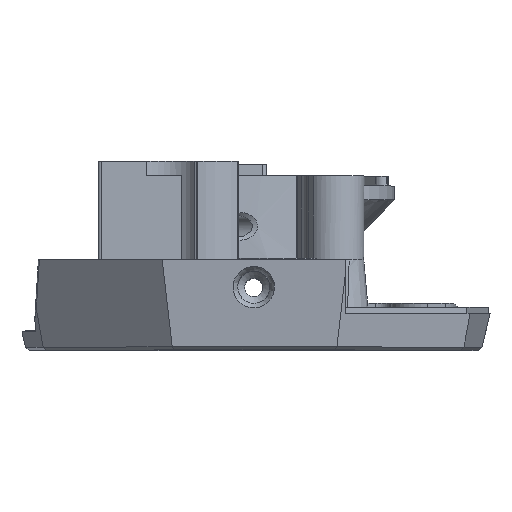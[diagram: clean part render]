
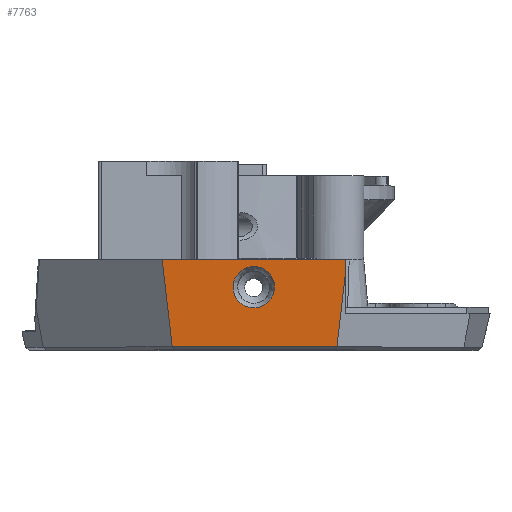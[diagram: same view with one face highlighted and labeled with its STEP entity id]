
A CAD part, top view. The second image highlights one B-rep face of the part: STEP entity #7763.
In plain terms, the highlighted planar face has unit normal (0, -0.087, 0.996).
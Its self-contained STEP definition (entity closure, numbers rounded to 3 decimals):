
#90=B_SPLINE_CURVE_WITH_KNOTS('',3,(#11816,#11817,#11818,#11819,#11820,
#11821,#11822,#11823,#11824,#11825),.UNSPECIFIED.,.T.,.F.,(4,1,1,1,1,1,
1,4),(-3.142,-2.244,-1.346,-0.449,
0.449,1.346,2.244,3.142),
 .UNSPECIFIED.);
#164=FACE_BOUND('',#974,.T.);
#286=PLANE('',#8298);
#534=FACE_OUTER_BOUND('',#973,.T.);
#973=EDGE_LOOP('',(#5449,#5450,#5451,#5452,#5453));
#974=EDGE_LOOP('',(#5454));
#1494=LINE('',#11615,#2222);
#1538=LINE('',#11809,#2266);
#1539=LINE('',#11811,#2267);
#1540=LINE('',#11813,#2268);
#1541=LINE('',#11814,#2269);
#2222=VECTOR('',#9222,10.);
#2266=VECTOR('',#9360,10.);
#2267=VECTOR('',#9361,10.);
#2268=VECTOR('',#9362,10.);
#2269=VECTOR('',#9363,10.);
#3277=VERTEX_POINT('',#11535);
#3305=VERTEX_POINT('',#11613);
#3380=VERTEX_POINT('',#11808);
#3381=VERTEX_POINT('',#11810);
#3382=VERTEX_POINT('',#11812);
#3383=VERTEX_POINT('',#11815);
#4105=EDGE_CURVE('',#3277,#3305,#1494,.T.);
#4187=EDGE_CURVE('',#3305,#3380,#1538,.T.);
#4188=EDGE_CURVE('',#3381,#3380,#1539,.T.);
#4189=EDGE_CURVE('',#3381,#3382,#1540,.T.);
#4190=EDGE_CURVE('',#3382,#3277,#1541,.T.);
#4191=EDGE_CURVE('',#3383,#3383,#90,.T.);
#5449=ORIENTED_EDGE('',*,*,#4187,.T.);
#5450=ORIENTED_EDGE('',*,*,#4188,.F.);
#5451=ORIENTED_EDGE('',*,*,#4189,.T.);
#5452=ORIENTED_EDGE('',*,*,#4190,.T.);
#5453=ORIENTED_EDGE('',*,*,#4105,.T.);
#5454=ORIENTED_EDGE('',*,*,#4191,.F.);
#7763=ADVANCED_FACE('',(#534,#164),#286,.T.);
#8298=AXIS2_PLACEMENT_3D('',#11807,#9358,#9359);
#9222=DIRECTION('',(-1.,0.,0.));
#9358=DIRECTION('center_axis',(0.,-0.087,
0.996));
#9359=DIRECTION('ref_axis',(1.,0.,0.));
#9360=DIRECTION('',(0.114,-0.99,-0.087));
#9361=DIRECTION('',(-1.,0.,0.));
#9362=DIRECTION('',(0.114,0.99,0.087));
#9363=DIRECTION('',(0.001,0.996,0.087));
#11535=CARTESIAN_POINT('',(11.979,3.6,130.191));
#11613=CARTESIAN_POINT('',(-11.98,3.6,130.191));
#11615=CARTESIAN_POINT('',(0.43,3.6,130.191));
#11807=CARTESIAN_POINT('Origin',(-0.168,0.303,129.902));
#11808=CARTESIAN_POINT('',(-10.664,-7.802,129.193));
#11809=CARTESIAN_POINT('',(-11.444,-1.046,129.784));
#11810=CARTESIAN_POINT('',(10.865,-7.802,129.193));
#11811=CARTESIAN_POINT('',(0.023,-7.802,129.193));
#11812=CARTESIAN_POINT('',(11.977,1.84,130.037));
#11813=CARTESIAN_POINT('',(12.131,3.174,130.154));
#11814=CARTESIAN_POINT('',(11.978,2.343,130.081));
#11815=CARTESIAN_POINT('',(0.,-2.708,129.639));
#11816=CARTESIAN_POINT('Ctrl Pts',(0.,-2.708,
129.639));
#11817=CARTESIAN_POINT('Ctrl Pts',(0.812,-2.708,129.639));
#11818=CARTESIAN_POINT('Ctrl Pts',(2.428,-1.931,129.707));
#11819=CARTESIAN_POINT('Ctrl Pts',(3.022,0.688,129.936));
#11820=CARTESIAN_POINT('Ctrl Pts',(1.349,2.796,130.121));
#11821=CARTESIAN_POINT('Ctrl Pts',(-1.346,2.79,130.12));
#11822=CARTESIAN_POINT('Ctrl Pts',(-3.029,0.689,
129.936));
#11823=CARTESIAN_POINT('Ctrl Pts',(-2.423,-1.93,
129.707));
#11824=CARTESIAN_POINT('Ctrl Pts',(-0.812,-2.708,
129.639));
#11825=CARTESIAN_POINT('Ctrl Pts',(0.,-2.708,
129.639));
